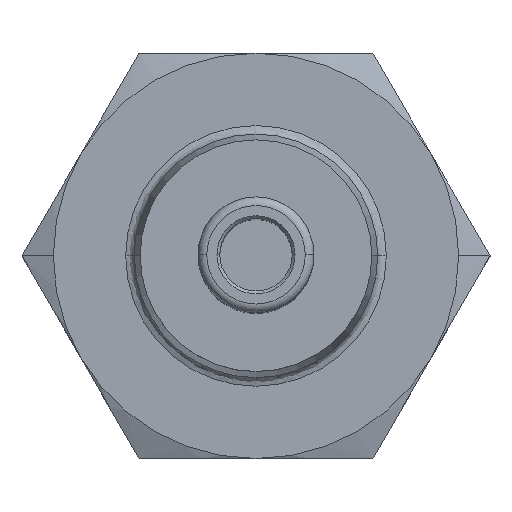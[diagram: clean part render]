
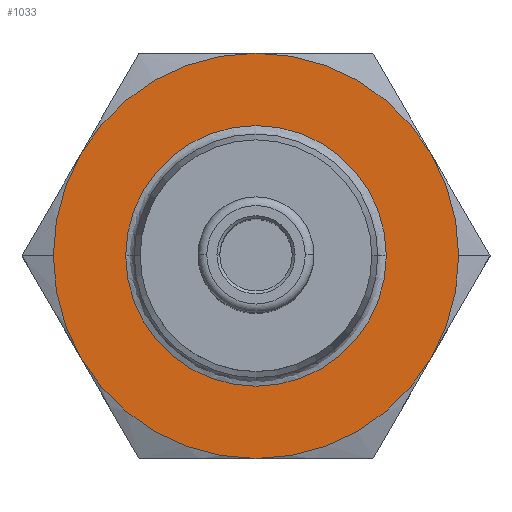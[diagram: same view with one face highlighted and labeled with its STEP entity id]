
A CAD part, top view. The second image highlights one B-rep face of the part: STEP entity #1033.
In plain terms, the highlighted planar face has unit normal (0, 0, 1).
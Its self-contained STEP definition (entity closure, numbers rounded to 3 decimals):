
#345=CARTESIAN_POINT('',(-7.,0.,-14.));
#346=VERTEX_POINT('',#345);
#355=CARTESIAN_POINT('',(-6.062,3.5,-14.));
#356=VERTEX_POINT('',#355);
#357=CARTESIAN_POINT('',(0.,0.,-14.));
#358=DIRECTION('',(0.0,0.0,1.0));
#359=DIRECTION('',(1.0,0.0,0.0));
#360=AXIS2_PLACEMENT_3D('',#357,#358,#359);
#361=CIRCLE('',#360,7.);
#362=EDGE_CURVE('',#356,#346,#361,.T.);
#387=CARTESIAN_POINT('',(7.,0.,-14.));
#388=VERTEX_POINT('',#387);
#395=CARTESIAN_POINT('',(6.062,3.5,-14.));
#396=VERTEX_POINT('',#395);
#410=CARTESIAN_POINT('',(0.,0.,-14.));
#411=DIRECTION('',(0.0,0.0,1.0));
#412=DIRECTION('',(1.0,0.0,0.0));
#413=AXIS2_PLACEMENT_3D('',#410,#411,#412);
#414=CIRCLE('',#413,7.);
#415=EDGE_CURVE('',#388,#396,#414,.T.);
#665=CARTESIAN_POINT('',(4.501,0.,-14.));
#666=VERTEX_POINT('',#665);
#675=CARTESIAN_POINT('',(-4.501,0.,-14.));
#676=VERTEX_POINT('',#675);
#684=CARTESIAN_POINT('',(0.,0.,-14.));
#685=DIRECTION('',(0.0,0.0,1.0));
#686=DIRECTION('',(-1.0,0.0,0.0));
#687=AXIS2_PLACEMENT_3D('',#684,#685,#686);
#688=CIRCLE('',#687,4.501);
#689=EDGE_CURVE('',#676,#666,#688,.T.);
#934=CARTESIAN_POINT('',(0.,0.,-14.));
#935=DIRECTION('',(0.0,0.0,1.0));
#936=DIRECTION('',(-1.0,0.0,0.0));
#937=AXIS2_PLACEMENT_3D('',#934,#935,#936);
#938=CIRCLE('',#937,4.501);
#939=EDGE_CURVE('',#666,#676,#938,.T.);
#970=CARTESIAN_POINT('',(0.,0.,-14.));
#971=DIRECTION('',(0.0,0.0,-1.0));
#972=DIRECTION('',(-1.0,0.0,0.0));
#973=AXIS2_PLACEMENT_3D('',#970,#971,#972);
#974=PLANE('',#973);
#975=ORIENTED_EDGE('',*,*,#362,.T.);
#976=CARTESIAN_POINT('',(-6.062,-3.5,-14.));
#977=VERTEX_POINT('',#976);
#978=CARTESIAN_POINT('',(0.,0.,-14.));
#979=DIRECTION('',(0.0,0.0,1.0));
#980=DIRECTION('',(1.0,0.0,0.0));
#981=AXIS2_PLACEMENT_3D('',#978,#979,#980);
#982=CIRCLE('',#981,7.);
#983=EDGE_CURVE('',#346,#977,#982,.T.);
#984=ORIENTED_EDGE('',*,*,#983,.T.);
#985=CARTESIAN_POINT('',(0.,-7.,-14.));
#986=VERTEX_POINT('',#985);
#987=CARTESIAN_POINT('',(0.,0.,-14.));
#988=DIRECTION('',(0.0,0.0,1.0));
#989=DIRECTION('',(1.0,0.0,0.0));
#990=AXIS2_PLACEMENT_3D('',#987,#988,#989);
#991=CIRCLE('',#990,7.);
#992=EDGE_CURVE('',#977,#986,#991,.T.);
#993=ORIENTED_EDGE('',*,*,#992,.T.);
#994=CARTESIAN_POINT('',(6.062,-3.5,-14.));
#995=VERTEX_POINT('',#994);
#996=CARTESIAN_POINT('',(0.,0.,-14.));
#997=DIRECTION('',(0.0,0.0,1.0));
#998=DIRECTION('',(1.0,0.0,0.0));
#999=AXIS2_PLACEMENT_3D('',#996,#997,#998);
#1000=CIRCLE('',#999,7.);
#1001=EDGE_CURVE('',#986,#995,#1000,.T.);
#1002=ORIENTED_EDGE('',*,*,#1001,.T.);
#1003=CARTESIAN_POINT('',(0.,0.,-14.));
#1004=DIRECTION('',(0.0,0.0,1.0));
#1005=DIRECTION('',(1.0,0.0,0.0));
#1006=AXIS2_PLACEMENT_3D('',#1003,#1004,#1005);
#1007=CIRCLE('',#1006,7.);
#1008=EDGE_CURVE('',#995,#388,#1007,.T.);
#1009=ORIENTED_EDGE('',*,*,#1008,.T.);
#1010=ORIENTED_EDGE('',*,*,#415,.T.);
#1011=CARTESIAN_POINT('',(0.,7.,-14.));
#1012=VERTEX_POINT('',#1011);
#1013=CARTESIAN_POINT('',(0.,0.,-14.));
#1014=DIRECTION('',(0.0,0.0,1.0));
#1015=DIRECTION('',(1.0,0.0,0.0));
#1016=AXIS2_PLACEMENT_3D('',#1013,#1014,#1015);
#1017=CIRCLE('',#1016,7.);
#1018=EDGE_CURVE('',#396,#1012,#1017,.T.);
#1019=ORIENTED_EDGE('',*,*,#1018,.T.);
#1020=CARTESIAN_POINT('',(0.,0.,-14.));
#1021=DIRECTION('',(0.0,0.0,1.0));
#1022=DIRECTION('',(1.0,0.0,0.0));
#1023=AXIS2_PLACEMENT_3D('',#1020,#1021,#1022);
#1024=CIRCLE('',#1023,7.);
#1025=EDGE_CURVE('',#1012,#356,#1024,.T.);
#1026=ORIENTED_EDGE('',*,*,#1025,.T.);
#1027=EDGE_LOOP('',(#975,#984,#993,#1002,#1009,#1010,#1019,#1026));
#1028=FACE_OUTER_BOUND('',#1027,.T.);
#1029=ORIENTED_EDGE('',*,*,#939,.F.);
#1030=ORIENTED_EDGE('',*,*,#689,.F.);
#1031=EDGE_LOOP('',(#1029,#1030));
#1032=FACE_BOUND('',#1031,.T.);
#1033=ADVANCED_FACE('',(#1028,#1032),#974,.F.);
